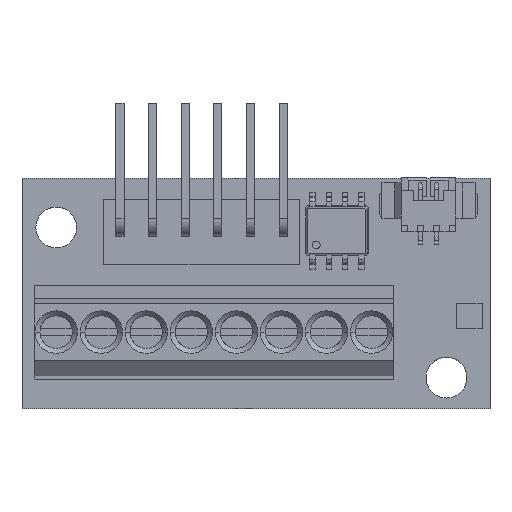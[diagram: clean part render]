
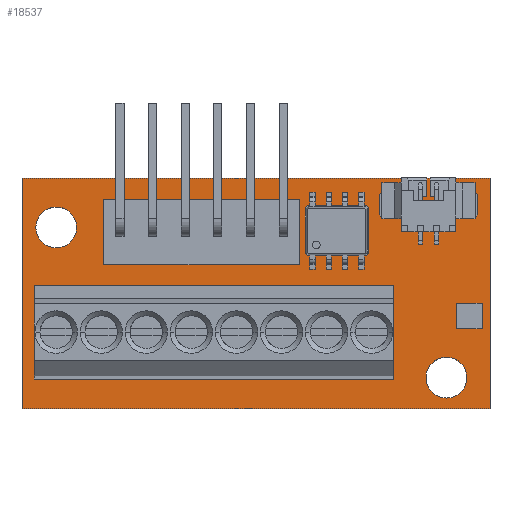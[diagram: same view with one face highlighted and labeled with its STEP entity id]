
A CAD part, top view. The second image highlights one B-rep face of the part: STEP entity #18537.
In plain terms, the highlighted planar face has unit normal (0, 0, 1).
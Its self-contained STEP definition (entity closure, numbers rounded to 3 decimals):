
#18249 = VERTEX_POINT('',#18250);
#18250 = CARTESIAN_POINT('',(36.411,0.,1.6));
#18256 = EDGE_CURVE('',#18249,#18257,#18259,.T.);
#18257 = VERTEX_POINT('',#18258);
#18258 = CARTESIAN_POINT('',(0.,0.,1.6));
#18259 = LINE('',#18260,#18261);
#18260 = CARTESIAN_POINT('',(36.411,0.,1.6));
#18261 = VECTOR('',#18262,1.);
#18262 = DIRECTION('',(-1.,0.,0.));
#18289 = VERTEX_POINT('',#18290);
#18290 = CARTESIAN_POINT('',(36.411,17.907,1.6));
#18296 = EDGE_CURVE('',#18289,#18249,#18297,.T.);
#18297 = LINE('',#18298,#18299);
#18298 = CARTESIAN_POINT('',(36.411,17.907,1.6));
#18299 = VECTOR('',#18300,1.);
#18300 = DIRECTION('',(0.,-1.,0.));
#18318 = EDGE_CURVE('',#18257,#18319,#18321,.T.);
#18319 = VERTEX_POINT('',#18320);
#18320 = CARTESIAN_POINT('',(0.,17.907,1.6));
#18321 = LINE('',#18322,#18323);
#18322 = CARTESIAN_POINT('',(0.,0.,1.6));
#18323 = VECTOR('',#18324,1.);
#18324 = DIRECTION('',(0.,1.,0.));
#18537 = ADVANCED_FACE('',(#18538,#18549,#18560,#18571,#18582,#18593,
    #18604,#18615,#18626,#18637,#18648,#18659,#18670,#18681,#18692,
    #18703,#18714),#18725,.T.);
#18538 = FACE_BOUND('',#18539,.T.);
#18539 = EDGE_LOOP('',(#18540,#18541,#18542,#18548));
#18540 = ORIENTED_EDGE('',*,*,#18256,.F.);
#18541 = ORIENTED_EDGE('',*,*,#18296,.F.);
#18542 = ORIENTED_EDGE('',*,*,#18543,.F.);
#18543 = EDGE_CURVE('',#18319,#18289,#18544,.T.);
#18544 = LINE('',#18545,#18546);
#18545 = CARTESIAN_POINT('',(0.,17.907,1.6));
#18546 = VECTOR('',#18547,1.);
#18547 = DIRECTION('',(1.,0.,0.));
#18548 = ORIENTED_EDGE('',*,*,#18318,.F.);
#18549 = FACE_BOUND('',#18550,.T.);
#18550 = EDGE_LOOP('',(#18551));
#18551 = ORIENTED_EDGE('',*,*,#18552,.T.);
#18552 = EDGE_CURVE('',#18553,#18553,#18555,.T.);
#18553 = VERTEX_POINT('',#18554);
#18554 = CARTESIAN_POINT('',(2.667,5.142,1.6));
#18555 = CIRCLE('',#18556,0.6);
#18556 = AXIS2_PLACEMENT_3D('',#18557,#18558,#18559);
#18557 = CARTESIAN_POINT('',(2.667,5.742,1.6));
#18558 = DIRECTION('',(-0.,0.,-1.));
#18559 = DIRECTION('',(-0.,-1.,0.));
#18560 = FACE_BOUND('',#18561,.T.);
#18561 = EDGE_LOOP('',(#18562));
#18562 = ORIENTED_EDGE('',*,*,#18563,.T.);
#18563 = EDGE_CURVE('',#18564,#18564,#18566,.T.);
#18564 = VERTEX_POINT('',#18565);
#18565 = CARTESIAN_POINT('',(6.167,5.142,1.6));
#18566 = CIRCLE('',#18567,0.6);
#18567 = AXIS2_PLACEMENT_3D('',#18568,#18569,#18570);
#18568 = CARTESIAN_POINT('',(6.167,5.742,1.6));
#18569 = DIRECTION('',(-0.,0.,-1.));
#18570 = DIRECTION('',(-0.,-1.,0.));
#18571 = FACE_BOUND('',#18572,.T.);
#18572 = EDGE_LOOP('',(#18573));
#18573 = ORIENTED_EDGE('',*,*,#18574,.T.);
#18574 = EDGE_CURVE('',#18575,#18575,#18577,.T.);
#18575 = VERTEX_POINT('',#18576);
#18576 = CARTESIAN_POINT('',(9.667,5.142,1.6));
#18577 = CIRCLE('',#18578,0.6);
#18578 = AXIS2_PLACEMENT_3D('',#18579,#18580,#18581);
#18579 = CARTESIAN_POINT('',(9.667,5.742,1.6));
#18580 = DIRECTION('',(-0.,0.,-1.));
#18581 = DIRECTION('',(-0.,-1.,0.));
#18582 = FACE_BOUND('',#18583,.T.);
#18583 = EDGE_LOOP('',(#18584));
#18584 = ORIENTED_EDGE('',*,*,#18585,.T.);
#18585 = EDGE_CURVE('',#18586,#18586,#18588,.T.);
#18586 = VERTEX_POINT('',#18587);
#18587 = CARTESIAN_POINT('',(13.167,5.142,1.6));
#18588 = CIRCLE('',#18589,0.6);
#18589 = AXIS2_PLACEMENT_3D('',#18590,#18591,#18592);
#18590 = CARTESIAN_POINT('',(13.167,5.742,1.6));
#18591 = DIRECTION('',(-0.,0.,-1.));
#18592 = DIRECTION('',(-0.,-1.,0.));
#18593 = FACE_BOUND('',#18594,.T.);
#18594 = EDGE_LOOP('',(#18595));
#18595 = ORIENTED_EDGE('',*,*,#18596,.T.);
#18596 = EDGE_CURVE('',#18597,#18597,#18599,.T.);
#18597 = VERTEX_POINT('',#18598);
#18598 = CARTESIAN_POINT('',(16.667,5.142,1.6));
#18599 = CIRCLE('',#18600,0.6);
#18600 = AXIS2_PLACEMENT_3D('',#18601,#18602,#18603);
#18601 = CARTESIAN_POINT('',(16.667,5.742,1.6));
#18602 = DIRECTION('',(-0.,0.,-1.));
#18603 = DIRECTION('',(-0.,-1.,0.));
#18604 = FACE_BOUND('',#18605,.T.);
#18605 = EDGE_LOOP('',(#18606));
#18606 = ORIENTED_EDGE('',*,*,#18607,.F.);
#18607 = EDGE_CURVE('',#18608,#18608,#18610,.T.);
#18608 = VERTEX_POINT('',#18609);
#18609 = CARTESIAN_POINT('',(34.608,2.413,1.6));
#18610 = CIRCLE('',#18611,1.588);
#18611 = AXIS2_PLACEMENT_3D('',#18612,#18613,#18614);
#18612 = CARTESIAN_POINT('',(33.02,2.413,1.6));
#18613 = DIRECTION('',(0.,0.,1.));
#18614 = DIRECTION('',(1.,0.,-0.));
#18615 = FACE_BOUND('',#18616,.T.);
#18616 = EDGE_LOOP('',(#18617));
#18617 = ORIENTED_EDGE('',*,*,#18618,.T.);
#18618 = EDGE_CURVE('',#18619,#18619,#18621,.T.);
#18619 = VERTEX_POINT('',#18620);
#18620 = CARTESIAN_POINT('',(20.167,5.142,1.6));
#18621 = CIRCLE('',#18622,0.6);
#18622 = AXIS2_PLACEMENT_3D('',#18623,#18624,#18625);
#18623 = CARTESIAN_POINT('',(20.167,5.742,1.6));
#18624 = DIRECTION('',(-0.,0.,-1.));
#18625 = DIRECTION('',(-0.,-1.,0.));
#18626 = FACE_BOUND('',#18627,.T.);
#18627 = EDGE_LOOP('',(#18628));
#18628 = ORIENTED_EDGE('',*,*,#18629,.T.);
#18629 = EDGE_CURVE('',#18630,#18630,#18632,.T.);
#18630 = VERTEX_POINT('',#18631);
#18631 = CARTESIAN_POINT('',(23.667,5.142,1.6));
#18632 = CIRCLE('',#18633,0.6);
#18633 = AXIS2_PLACEMENT_3D('',#18634,#18635,#18636);
#18634 = CARTESIAN_POINT('',(23.667,5.742,1.6));
#18635 = DIRECTION('',(-0.,0.,-1.));
#18636 = DIRECTION('',(-0.,-1.,0.));
#18637 = FACE_BOUND('',#18638,.T.);
#18638 = EDGE_LOOP('',(#18639));
#18639 = ORIENTED_EDGE('',*,*,#18640,.T.);
#18640 = EDGE_CURVE('',#18641,#18641,#18643,.T.);
#18641 = VERTEX_POINT('',#18642);
#18642 = CARTESIAN_POINT('',(27.167,5.142,1.6));
#18643 = CIRCLE('',#18644,0.6);
#18644 = AXIS2_PLACEMENT_3D('',#18645,#18646,#18647);
#18645 = CARTESIAN_POINT('',(27.167,5.742,1.6));
#18646 = DIRECTION('',(-0.,0.,-1.));
#18647 = DIRECTION('',(-0.,-1.,0.));
#18648 = FACE_BOUND('',#18649,.T.);
#18649 = EDGE_LOOP('',(#18650));
#18650 = ORIENTED_EDGE('',*,*,#18651,.T.);
#18651 = EDGE_CURVE('',#18652,#18652,#18654,.T.);
#18652 = VERTEX_POINT('',#18653);
#18653 = CARTESIAN_POINT('',(7.62,13.216,1.6));
#18654 = CIRCLE('',#18655,0.5);
#18655 = AXIS2_PLACEMENT_3D('',#18656,#18657,#18658);
#18656 = CARTESIAN_POINT('',(7.62,13.716,1.6));
#18657 = DIRECTION('',(-0.,0.,-1.));
#18658 = DIRECTION('',(0.,-1.,-0.));
#18659 = FACE_BOUND('',#18660,.T.);
#18660 = EDGE_LOOP('',(#18661));
#18661 = ORIENTED_EDGE('',*,*,#18662,.F.);
#18662 = EDGE_CURVE('',#18663,#18663,#18665,.T.);
#18663 = VERTEX_POINT('',#18664);
#18664 = CARTESIAN_POINT('',(4.255,14.097,1.6));
#18665 = CIRCLE('',#18666,1.588);
#18666 = AXIS2_PLACEMENT_3D('',#18667,#18668,#18669);
#18667 = CARTESIAN_POINT('',(2.667,14.097,1.6));
#18668 = DIRECTION('',(0.,0.,1.));
#18669 = DIRECTION('',(1.,0.,-0.));
#18670 = FACE_BOUND('',#18671,.T.);
#18671 = EDGE_LOOP('',(#18672));
#18672 = ORIENTED_EDGE('',*,*,#18673,.T.);
#18673 = EDGE_CURVE('',#18674,#18674,#18676,.T.);
#18674 = VERTEX_POINT('',#18675);
#18675 = CARTESIAN_POINT('',(10.16,13.216,1.6));
#18676 = CIRCLE('',#18677,0.5);
#18677 = AXIS2_PLACEMENT_3D('',#18678,#18679,#18680);
#18678 = CARTESIAN_POINT('',(10.16,13.716,1.6));
#18679 = DIRECTION('',(-0.,0.,-1.));
#18680 = DIRECTION('',(-0.,-1.,0.));
#18681 = FACE_BOUND('',#18682,.T.);
#18682 = EDGE_LOOP('',(#18683));
#18683 = ORIENTED_EDGE('',*,*,#18684,.T.);
#18684 = EDGE_CURVE('',#18685,#18685,#18687,.T.);
#18685 = VERTEX_POINT('',#18686);
#18686 = CARTESIAN_POINT('',(12.7,13.216,1.6));
#18687 = CIRCLE('',#18688,0.5);
#18688 = AXIS2_PLACEMENT_3D('',#18689,#18690,#18691);
#18689 = CARTESIAN_POINT('',(12.7,13.716,1.6));
#18690 = DIRECTION('',(-0.,0.,-1.));
#18691 = DIRECTION('',(-0.,-1.,0.));
#18692 = FACE_BOUND('',#18693,.T.);
#18693 = EDGE_LOOP('',(#18694));
#18694 = ORIENTED_EDGE('',*,*,#18695,.T.);
#18695 = EDGE_CURVE('',#18696,#18696,#18698,.T.);
#18696 = VERTEX_POINT('',#18697);
#18697 = CARTESIAN_POINT('',(15.24,13.216,1.6));
#18698 = CIRCLE('',#18699,0.5);
#18699 = AXIS2_PLACEMENT_3D('',#18700,#18701,#18702);
#18700 = CARTESIAN_POINT('',(15.24,13.716,1.6));
#18701 = DIRECTION('',(-0.,0.,-1.));
#18702 = DIRECTION('',(-0.,-1.,0.));
#18703 = FACE_BOUND('',#18704,.T.);
#18704 = EDGE_LOOP('',(#18705));
#18705 = ORIENTED_EDGE('',*,*,#18706,.T.);
#18706 = EDGE_CURVE('',#18707,#18707,#18709,.T.);
#18707 = VERTEX_POINT('',#18708);
#18708 = CARTESIAN_POINT('',(17.78,13.216,1.6));
#18709 = CIRCLE('',#18710,0.5);
#18710 = AXIS2_PLACEMENT_3D('',#18711,#18712,#18713);
#18711 = CARTESIAN_POINT('',(17.78,13.716,1.6));
#18712 = DIRECTION('',(-0.,0.,-1.));
#18713 = DIRECTION('',(-0.,-1.,0.));
#18714 = FACE_BOUND('',#18715,.T.);
#18715 = EDGE_LOOP('',(#18716));
#18716 = ORIENTED_EDGE('',*,*,#18717,.T.);
#18717 = EDGE_CURVE('',#18718,#18718,#18720,.T.);
#18718 = VERTEX_POINT('',#18719);
#18719 = CARTESIAN_POINT('',(20.32,13.216,1.6));
#18720 = CIRCLE('',#18721,0.5);
#18721 = AXIS2_PLACEMENT_3D('',#18722,#18723,#18724);
#18722 = CARTESIAN_POINT('',(20.32,13.716,1.6));
#18723 = DIRECTION('',(-0.,0.,-1.));
#18724 = DIRECTION('',(-0.,-1.,0.));
#18725 = PLANE('',#18726);
#18726 = AXIS2_PLACEMENT_3D('',#18727,#18728,#18729);
#18727 = CARTESIAN_POINT('',(0.,0.,1.6));
#18728 = DIRECTION('',(0.,0.,1.));
#18729 = DIRECTION('',(1.,0.,-0.));
